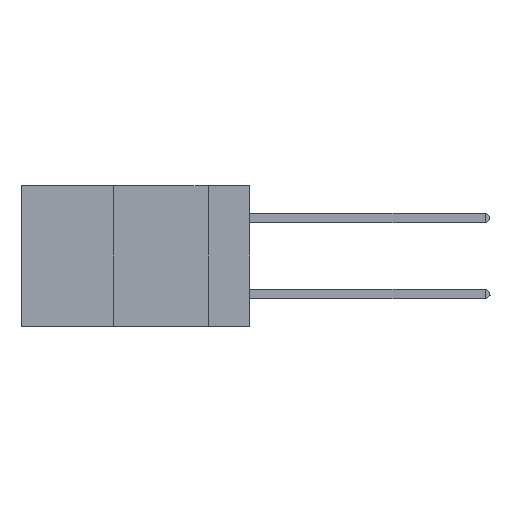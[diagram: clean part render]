
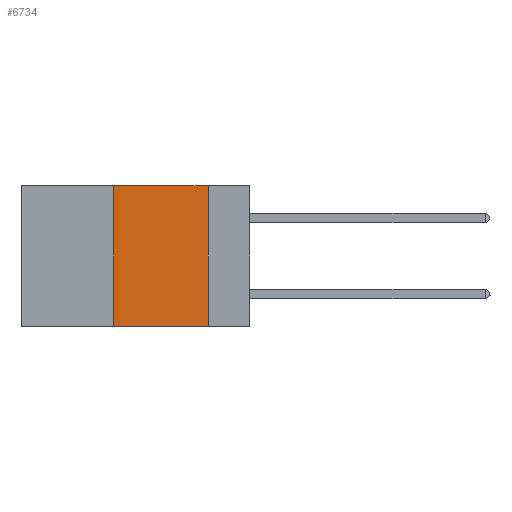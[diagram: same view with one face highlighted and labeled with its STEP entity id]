
A CAD part, left-side view. The second image highlights one B-rep face of the part: STEP entity #6734.
In plain terms, the highlighted planar face has unit normal (-1, 0, 0).
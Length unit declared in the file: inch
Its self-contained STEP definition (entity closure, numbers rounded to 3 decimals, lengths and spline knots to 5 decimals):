
#832 = EDGE_CURVE ( 'NONE', #3831, #8869, #5574, .T. ) ;
#874 = CARTESIAN_POINT ( 'NONE',  ( 0., 0.11, 0. ) ) ;
#921 = EDGE_CURVE ( 'NONE', #6901, #8869, #6661, .T. ) ;
#1333 = VERTEX_POINT ( 'NONE', #11952 ) ;
#1503 = EDGE_LOOP ( 'NONE', ( #1961, #6351, #6124, #7737 ) ) ;
#1508 = LINE ( 'NONE', #7161, #10422 ) ;
#1520 = CARTESIAN_POINT ( 'NONE',  ( 0., 0.6, 0. ) ) ;
#1961 = ORIENTED_EDGE ( 'NONE', *, *, #921, .F. ) ;
#2730 = CARTESIAN_POINT ( 'NONE',  ( 0., 0.11, 0. ) ) ;
#3112 = AXIS2_PLACEMENT_3D ( 'NONE', #11920, #8977, #10467 ) ;
#3748 = LINE ( 'NONE', #1520, #14007 ) ;
#3831 = VERTEX_POINT ( 'NONE', #15864 ) ;
#5087 = VECTOR ( 'NONE', #13827, 39.37008 ) ;
#5199 = EDGE_CURVE ( 'NONE', #1333, #6901, #3748, .T. ) ;
#5574 = LINE ( 'NONE', #7766, #5087 ) ;
#6124 = ORIENTED_EDGE ( 'NONE', *, *, #11953, .F. ) ;
#6351 = ORIENTED_EDGE ( 'NONE', *, *, #5199, .F. ) ;
#6554 = CARTESIAN_POINT ( 'NONE',  ( 0., 0.11, -0.37 ) ) ;
#6661 = LINE ( 'NONE', #874, #10557 ) ;
#6734 = ADVANCED_FACE ( 'NONE', ( #17568 ), #7330, .F. ) ;
#6901 = VERTEX_POINT ( 'NONE', #2730 ) ;
#7161 = CARTESIAN_POINT ( 'NONE',  ( 0., 0.36, 0. ) ) ;
#7330 = PLANE ( 'NONE',  #3112 ) ;
#7737 = ORIENTED_EDGE ( 'NONE', *, *, #832, .T. ) ;
#7766 = CARTESIAN_POINT ( 'NONE',  ( 0., 0.6, -0.37 ) ) ;
#7904 = DIRECTION ( 'NONE',  ( 0., 0., 1. ) ) ;
#8869 = VERTEX_POINT ( 'NONE', #6554 ) ;
#8977 = DIRECTION ( 'NONE',  ( 1., 0., 0. ) ) ;
#10422 = VECTOR ( 'NONE', #7904, 39.37008 ) ;
#10467 = DIRECTION ( 'NONE',  ( 0., 0., -1. ) ) ;
#10557 = VECTOR ( 'NONE', #12454, 39.37008 ) ;
#11920 = CARTESIAN_POINT ( 'NONE',  ( 0., 0.6, 0. ) ) ;
#11952 = CARTESIAN_POINT ( 'NONE',  ( 0., 0.36, 0. ) ) ;
#11953 = EDGE_CURVE ( 'NONE', #3831, #1333, #1508, .T. ) ;
#12454 = DIRECTION ( 'NONE',  ( 0., 0., -1. ) ) ;
#13371 = DIRECTION ( 'NONE',  ( 0., -1., 0. ) ) ;
#13827 = DIRECTION ( 'NONE',  ( 0., -1., 0. ) ) ;
#14007 = VECTOR ( 'NONE', #13371, 39.37008 ) ;
#15864 = CARTESIAN_POINT ( 'NONE',  ( 0., 0.36, -0.37 ) ) ;
#17568 = FACE_OUTER_BOUND ( 'NONE', #1503, .T. ) ;
